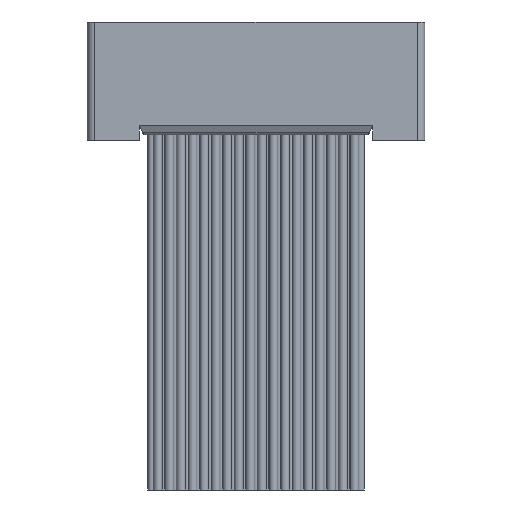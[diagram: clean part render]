
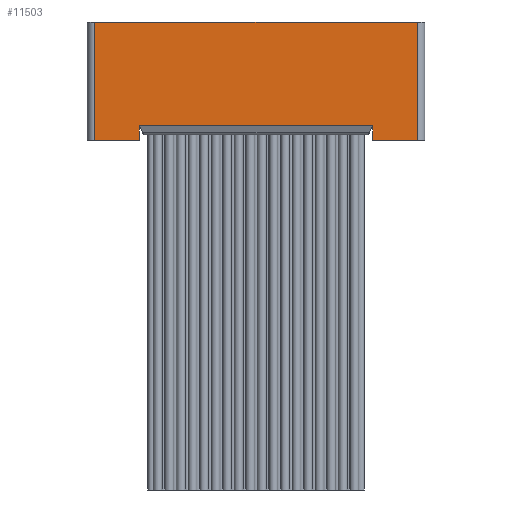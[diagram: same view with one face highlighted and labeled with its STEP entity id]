
A CAD part, front view. The second image highlights one B-rep face of the part: STEP entity #11503.
In plain terms, the highlighted planar face has unit normal (0, -1, 0).
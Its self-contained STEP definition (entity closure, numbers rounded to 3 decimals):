
#641=DIRECTION('',(1.,0.,0.));
#642=VECTOR('',#641,17.72);
#643=CARTESIAN_POINT('',(-6.39,-0.225,38.55));
#644=LINE('',#643,#642);
#645=DIRECTION('',(-1.,0.,0.));
#646=VECTOR('',#645,2.45);
#647=CARTESIAN_POINT('',(-3.94,-0.225,32.05));
#648=LINE('',#647,#646);
#653=DIRECTION('',(0.,0.,1.));
#654=VECTOR('',#653,6.5);
#655=CARTESIAN_POINT('',(11.33,-0.225,32.05));
#656=LINE('',#655,#654);
#2769=DIRECTION('',(1.,0.,0.));
#2770=VECTOR('',#2769,2.45);
#2771=CARTESIAN_POINT('',(8.88,-0.225,32.05));
#2772=LINE('',#2771,#2770);
#2820=DIRECTION('',(0.,0.,1.));
#2821=VECTOR('',#2820,0.8);
#2822=CARTESIAN_POINT('',(-3.94,-0.225,32.05));
#2823=LINE('',#2822,#2821);
#2832=DIRECTION('',(-1.,0.,0.));
#2833=VECTOR('',#2832,12.82);
#2834=CARTESIAN_POINT('',(8.88,-0.225,32.85));
#2835=LINE('',#2834,#2833);
#2848=DIRECTION('',(0.,0.,-1.));
#2849=VECTOR('',#2848,0.8);
#2850=CARTESIAN_POINT('',(8.88,-0.225,32.85));
#2851=LINE('',#2850,#2849);
#5301=DIRECTION('',(0.,0.,-1.));
#5302=VECTOR('',#5301,6.5);
#5303=CARTESIAN_POINT('',(-6.39,-0.225,38.55));
#5304=LINE('',#5303,#5302);
#9897=CARTESIAN_POINT('',(11.33,-0.225,38.55));
#9898=VERTEX_POINT('',#9897);
#9899=CARTESIAN_POINT('',(-6.39,-0.225,38.55));
#9900=VERTEX_POINT('',#9899);
#9937=CARTESIAN_POINT('',(-3.94,-0.225,32.05));
#9938=CARTESIAN_POINT('',(-6.39,-0.225,32.05));
#9939=VERTEX_POINT('',#9937);
#9940=VERTEX_POINT('',#9938);
#9949=CARTESIAN_POINT('',(-3.94,-0.225,32.85));
#9950=VERTEX_POINT('',#9949);
#9951=CARTESIAN_POINT('',(8.88,-0.225,32.85));
#9952=VERTEX_POINT('',#9951);
#9953=CARTESIAN_POINT('',(8.88,-0.225,32.05));
#9954=VERTEX_POINT('',#9953);
#9955=CARTESIAN_POINT('',(11.33,-0.225,32.05));
#9956=VERTEX_POINT('',#9955);
#11482=CARTESIAN_POINT('',(2.47,-0.225,35.3));
#11483=DIRECTION('',(0.,1.,0.));
#11484=DIRECTION('',(0.,0.,1.));
#11485=AXIS2_PLACEMENT_3D('',#11482,#11483,#11484);
#11486=PLANE('',#11485);
#11487=ORIENTED_EDGE('',*,*,#11395,.T.);
#11489=ORIENTED_EDGE('',*,*,#11488,.F.);
#11491=ORIENTED_EDGE('',*,*,#11490,.F.);
#11493=ORIENTED_EDGE('',*,*,#11492,.F.);
#11495=ORIENTED_EDGE('',*,*,#11494,.T.);
#11497=ORIENTED_EDGE('',*,*,#11496,.F.);
#11498=ORIENTED_EDGE('',*,*,#11462,.T.);
#11500=ORIENTED_EDGE('',*,*,#11499,.F.);
#11501=EDGE_LOOP('',(#11487,#11489,#11491,#11493,#11495,#11497,#11498,#11500));
#11502=FACE_OUTER_BOUND('',#11501,.F.);
#11395=EDGE_CURVE('',#9900,#9898,#644,.T.);
#11462=EDGE_CURVE('',#9939,#9940,#648,.T.);
#11488=EDGE_CURVE('',#9956,#9898,#656,.T.);
#11490=EDGE_CURVE('',#9954,#9956,#2772,.T.);
#11492=EDGE_CURVE('',#9952,#9954,#2851,.T.);
#11494=EDGE_CURVE('',#9952,#9950,#2835,.T.);
#11496=EDGE_CURVE('',#9939,#9950,#2823,.T.);
#11499=EDGE_CURVE('',#9900,#9940,#5304,.T.);
#11503=ADVANCED_FACE('',(#11502),#11486,.F.);
